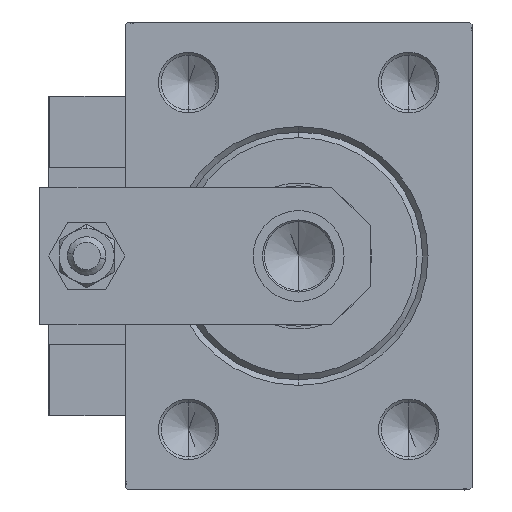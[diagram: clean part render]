
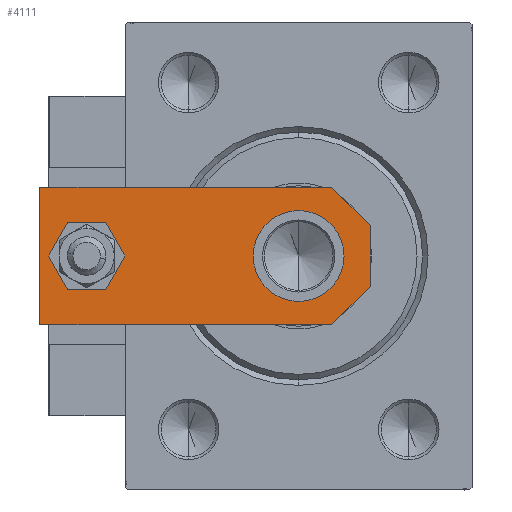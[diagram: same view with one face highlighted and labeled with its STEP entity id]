
A CAD part, left-side view. The second image highlights one B-rep face of the part: STEP entity #4111.
In plain terms, the highlighted face is planar.
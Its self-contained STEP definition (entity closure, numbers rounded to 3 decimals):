
#1047 = ORIENTED_EDGE ( 'NONE', *, *, #49525, .T. ) ;
#3128 = CARTESIAN_POINT ( 'NONE',  ( 0., 0., 6. ) ) ;
#4111 = ADVANCED_FACE ( 'NONE', ( #35036, #47851, #12015 ), #16182, .T. ) ;
#4113 = DIRECTION ( 'NONE',  ( 0.707, -0.707, 0. ) ) ;
#4342 = AXIS2_PLACEMENT_3D ( 'NONE', #33929, #46239, #33670 ) ;
#7149 = CARTESIAN_POINT ( 'NONE',  ( 0., 13., 6. ) ) ;
#7480 = AXIS2_PLACEMENT_3D ( 'NONE', #15282, #51654, #27050 ) ;
#7789 = CARTESIAN_POINT ( 'NONE',  ( -2.75, -2.75, 6. ) ) ;
#7990 = VECTOR ( 'NONE', #19726, 1000. ) ;
#8152 = ORIENTED_EDGE ( 'NONE', *, *, #19187, .F. ) ;
#9986 = CARTESIAN_POINT ( 'NONE',  ( -5.5, 0., 6. ) ) ;
#10212 = VECTOR ( 'NONE', #32779, 1000. ) ;
#10299 = DIRECTION ( 'NONE',  ( 0.707, 0.707, 0. ) ) ;
#10333 = EDGE_LOOP ( 'NONE', ( #31959, #28424, #1047, #33071, #39077, #33034 ) ) ;
#10464 = VERTEX_POINT ( 'NONE', #47953 ) ;
#11510 = DIRECTION ( 'NONE',  ( 1., 0., 0. ) ) ;
#12015 = FACE_BOUND ( 'NONE', #34951, .T. ) ;
#12234 = VECTOR ( 'NONE', #10299, 1000. ) ;
#12775 = EDGE_CURVE ( 'NONE', #34203, #17280, #30196, .T. ) ;
#13044 = AXIS2_PLACEMENT_3D ( 'NONE', #7149, #15512, #23105 ) ;
#13443 = CARTESIAN_POINT ( 'NONE',  ( 8.25, 13., 6. ) ) ;
#14084 = CARTESIAN_POINT ( 'NONE',  ( 5.5, 0., 6. ) ) ;
#14152 = CIRCLE ( 'NONE', #7480, 4. ) ;
#14243 = VERTEX_POINT ( 'NONE', #26969 ) ;
#14511 = DIRECTION ( 'NONE',  ( 1., 0., 0. ) ) ;
#14618 = EDGE_CURVE ( 'NONE', #17280, #24192, #24283, .T. ) ;
#14840 = CIRCLE ( 'NONE', #13044, 8.25 ) ;
#14959 = VERTEX_POINT ( 'NONE', #17907 ) ;
#15160 = DIRECTION ( 'NONE',  ( 0., 0., 1. ) ) ;
#15282 = CARTESIAN_POINT ( 'NONE',  ( 0., 51.5, 6. ) ) ;
#15512 = DIRECTION ( 'NONE',  ( 0., 0., 1. ) ) ;
#15564 = VECTOR ( 'NONE', #32633, 1000. ) ;
#16082 = CARTESIAN_POINT ( 'NONE',  ( 0., 13., 6. ) ) ;
#16182 = PLANE ( 'NONE',  #47066 ) ;
#17280 = VERTEX_POINT ( 'NONE', #22915 ) ;
#17392 = ORIENTED_EDGE ( 'NONE', *, *, #46406, .F. ) ;
#17844 = VERTEX_POINT ( 'NONE', #9986 ) ;
#17891 = CARTESIAN_POINT ( 'NONE',  ( 2.75, -2.75, 6. ) ) ;
#17907 = CARTESIAN_POINT ( 'NONE',  ( -8.25, 13., 6. ) ) ;
#19187 = EDGE_CURVE ( 'NONE', #20688, #14243, #27764, .T. ) ;
#19726 = DIRECTION ( 'NONE',  ( 0., 1., 0. ) ) ;
#19777 = EDGE_CURVE ( 'NONE', #24192, #10464, #20499, .T. ) ;
#20355 = CARTESIAN_POINT ( 'NONE',  ( 12.5, 60., 6. ) ) ;
#20499 = LINE ( 'NONE', #21015, #10212 ) ;
#20688 = VERTEX_POINT ( 'NONE', #37983 ) ;
#21015 = CARTESIAN_POINT ( 'NONE',  ( -12.5, 60., 6. ) ) ;
#22915 = CARTESIAN_POINT ( 'NONE',  ( 12.5, 60., 6. ) ) ;
#23105 = DIRECTION ( 'NONE',  ( 1., 0., 0. ) ) ;
#23143 = CARTESIAN_POINT ( 'NONE',  ( -12.5, 0., 6. ) ) ;
#24192 = VERTEX_POINT ( 'NONE', #50252 ) ;
#24283 = LINE ( 'NONE', #20355, #15564 ) ;
#24739 = ORIENTED_EDGE ( 'NONE', *, *, #38450, .F. ) ;
#26565 = EDGE_LOOP ( 'NONE', ( #24739, #8152 ) ) ;
#26969 = CARTESIAN_POINT ( 'NONE',  ( -4., 51.5, 6. ) ) ;
#27050 = DIRECTION ( 'NONE',  ( 1., 0., 0. ) ) ;
#27357 = DIRECTION ( 'NONE',  ( 0., 0., 1. ) ) ;
#27764 = CIRCLE ( 'NONE', #4342, 4. ) ;
#27915 = EDGE_CURVE ( 'NONE', #10464, #17844, #44413, .T. ) ;
#28281 = EDGE_CURVE ( 'NONE', #30885, #14959, #39793, .T. ) ;
#28404 = EDGE_CURVE ( 'NONE', #31705, #34203, #41949, .T. ) ;
#28424 = ORIENTED_EDGE ( 'NONE', *, *, #27915, .T. ) ;
#30196 = LINE ( 'NONE', #46174, #7990 ) ;
#30885 = VERTEX_POINT ( 'NONE', #13443 ) ;
#30907 = ORIENTED_EDGE ( 'NONE', *, *, #28281, .F. ) ;
#31705 = VERTEX_POINT ( 'NONE', #14084 ) ;
#31959 = ORIENTED_EDGE ( 'NONE', *, *, #19777, .T. ) ;
#32027 = DIRECTION ( 'NONE',  ( 1., 0., 0. ) ) ;
#32633 = DIRECTION ( 'NONE',  ( -1., 0., 0. ) ) ;
#32779 = DIRECTION ( 'NONE',  ( 0., -1., 0. ) ) ;
#33034 = ORIENTED_EDGE ( 'NONE', *, *, #14618, .T. ) ;
#33071 = ORIENTED_EDGE ( 'NONE', *, *, #28404, .T. ) ;
#33670 = DIRECTION ( 'NONE',  ( 1., 0., 0. ) ) ;
#33929 = CARTESIAN_POINT ( 'NONE',  ( 0., 51.5, 6. ) ) ;
#34015 = VECTOR ( 'NONE', #14511, 1000. ) ;
#34203 = VERTEX_POINT ( 'NONE', #47144 ) ;
#34951 = EDGE_LOOP ( 'NONE', ( #17392, #30907 ) ) ;
#35036 = FACE_BOUND ( 'NONE', #26565, .T. ) ;
#36452 = AXIS2_PLACEMENT_3D ( 'NONE', #16082, #27357, #32027 ) ;
#37983 = CARTESIAN_POINT ( 'NONE',  ( 4., 51.5, 6. ) ) ;
#38042 = VECTOR ( 'NONE', #4113, 1000. ) ;
#38450 = EDGE_CURVE ( 'NONE', #14243, #20688, #14152, .T. ) ;
#39077 = ORIENTED_EDGE ( 'NONE', *, *, #12775, .T. ) ;
#39793 = CIRCLE ( 'NONE', #36452, 8.25 ) ;
#41949 = LINE ( 'NONE', #17891, #12234 ) ;
#44413 = LINE ( 'NONE', #7789, #38042 ) ;
#46174 = CARTESIAN_POINT ( 'NONE',  ( 12.5, 0., 6. ) ) ;
#46239 = DIRECTION ( 'NONE',  ( 0., 0., 1. ) ) ;
#46406 = EDGE_CURVE ( 'NONE', #14959, #30885, #14840, .T. ) ;
#47066 = AXIS2_PLACEMENT_3D ( 'NONE', #3128, #15160, #11510 ) ;
#47144 = CARTESIAN_POINT ( 'NONE',  ( 12.5, 7., 6. ) ) ;
#47851 = FACE_OUTER_BOUND ( 'NONE', #10333, .T. ) ;
#47953 = CARTESIAN_POINT ( 'NONE',  ( -12.5, 7., 6. ) ) ;
#49525 = EDGE_CURVE ( 'NONE', #17844, #31705, #50092, .T. ) ;
#50092 = LINE ( 'NONE', #23143, #34015 ) ;
#50252 = CARTESIAN_POINT ( 'NONE',  ( -12.5, 60., 6. ) ) ;
#51654 = DIRECTION ( 'NONE',  ( 0., 0., 1. ) ) ;
